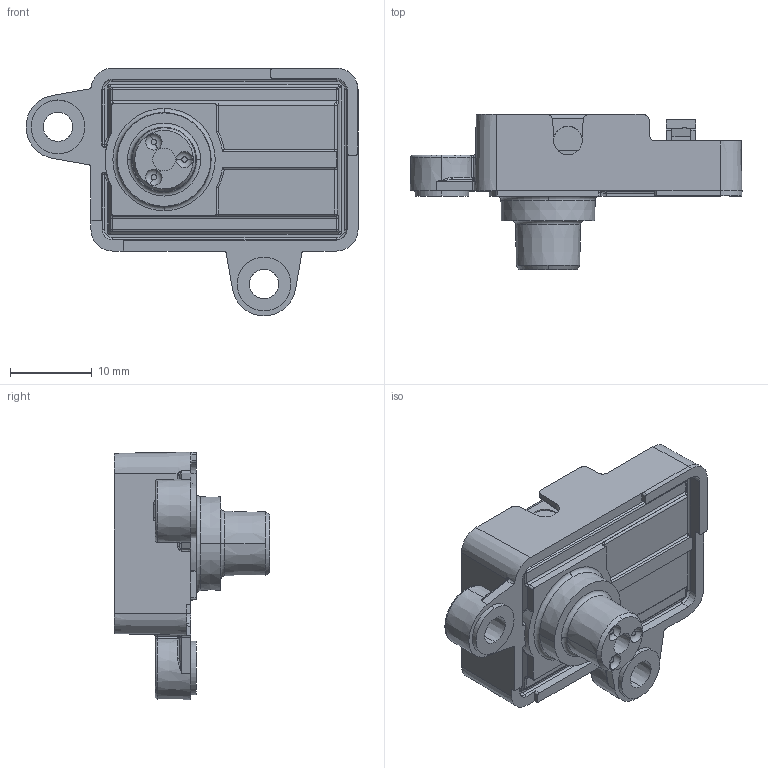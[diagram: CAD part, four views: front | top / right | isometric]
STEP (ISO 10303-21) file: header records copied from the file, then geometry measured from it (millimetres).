
FILE_DESCRIPTION (( 'STEP AP214' ), '1' );
FILE_NAME ('8MPP2-2_E.STEP', '2020-09-10T20:23:58', ( '' ), ( '' ), 'SwSTEP 2.0', 'SolidWorks 2018', '' );
FILE_SCHEMA (( 'AUTOMOTIVE_DESIGN' ));
Length unit declared in the file: millimetre
Products named in the file (1): 8MPP2-2_E
Bounding box: 40.68 x 19 x 30.38 mm (x, y, z)
Volume: 6729.5 mm3; surface area: 4327.3 mm2
Topology: 2 solids, 2 shells, 565 faces, 1497 edges, 926 vertices
Faces by surface type: plane 281, cylinder 114, bspline 64, cone 44, torus 42, sphere 20
Entity records: 24306 total; most frequent: CARTESIAN_POINT 4790, ORIENTED_EDGE 2954, DIRECTION 2609, EDGE_CURVE 1477, VERTEX_POINT 926, LINE 903, VECTOR 903, AXIS2_PLACEMENT_3D 853
